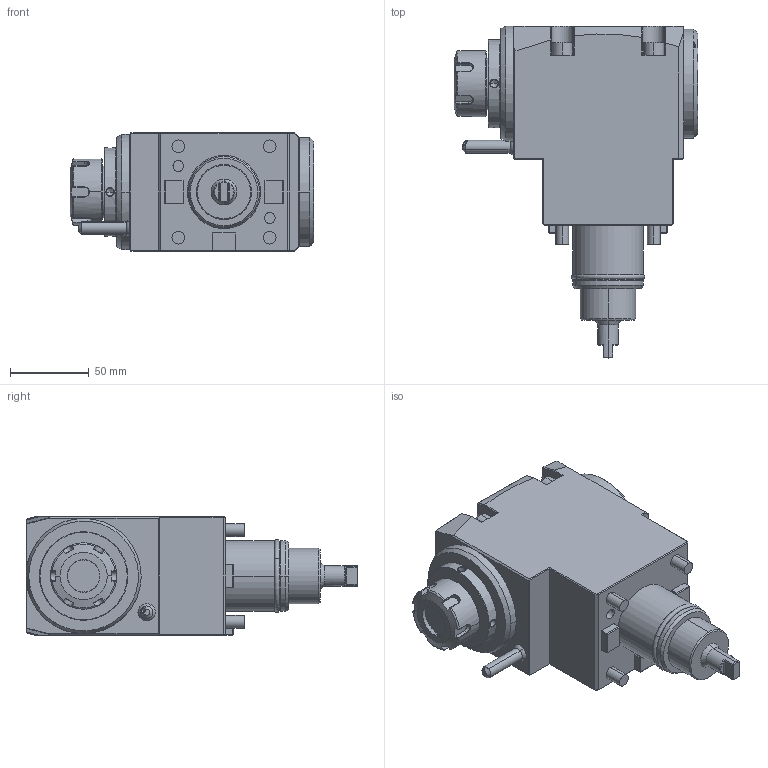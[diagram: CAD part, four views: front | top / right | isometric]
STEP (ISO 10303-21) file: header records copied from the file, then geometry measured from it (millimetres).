
FILE_DESCRIPTION((''),'2;1');
FILE_NAME('NGT2_45_201_25_1_3_90_DO','2023-08-31T',('vali'),('NOVA GRUP'),'PRO/ENGINEER BY PARAMETRIC TECHNOLOGY CORPORATION, 2010280','PRO/ENGINEER BY PARAMETRIC TECHNOLOGY CORPORATION, 2010280','');
FILE_SCHEMA(('CONFIG_CONTROL_DESIGN'));
Length unit declared in the file: millimetre
Products named in the file (1): NGT2_45_201_25_1_3_90_DO
Bounding box: 154.6 x 210.5 x 75 mm (x, y, z)
Volume: 1133914.1 mm3; surface area: 87482 mm2
Topology: 2 solids, 2 shells, 367 faces, 909 edges, 562 vertices
Faces by surface type: plane 183, cylinder 79, bspline 46, cone 43, torus 14, sphere 2
Entity records: 14754 total; most frequent: CARTESIAN_POINT 6456, ORIENTED_EDGE 1802, DIRECTION 1540, EDGE_CURVE 901, VERTEX_POINT 562, AXIS2_PLACEMENT_3D 516, VECTOR 508, LINE 508
